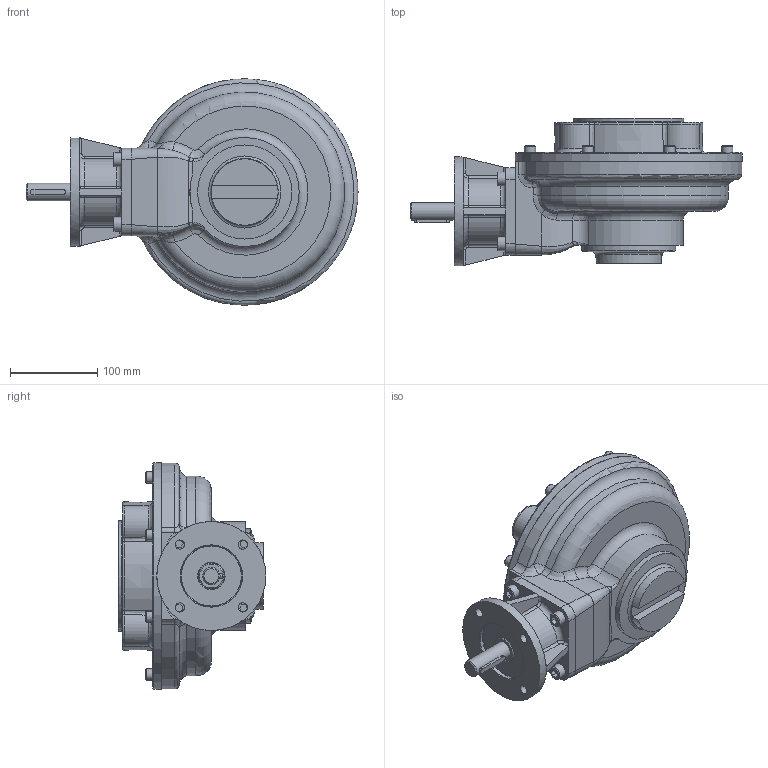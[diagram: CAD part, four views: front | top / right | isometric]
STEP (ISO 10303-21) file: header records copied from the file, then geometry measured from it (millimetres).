
FILE_DESCRIPTION( ( 'Unknown' ), '1' );
FILE_NAME( 'PUBIB6-F10-F16_simplified.stp', 'Unknown', ( 'Unknown' ), ( 'Unknown' ), 'PSStep 15.0.49', 'Unknown', ' ' );
FILE_SCHEMA( ( 'AUTOMOTIVE_DESIGN { 1 0 10303 214 1 1 1 1 }' ) );
Length unit declared in the file: millimetre
Products named in the file (20): 1; 2; 3; 4; 5; 6; 7; 8; 9; 10; 11; 12; 13; 14; 15; 16; 17; 18; 19; 20
Bounding box: 380.85 x 169.4 x 260 mm (x, y, z)
Surface area: 316491 mm2 (no closed solid volume)
Topology: 0 solids, 439 shells, 439 faces, 2095 edges, 2026 vertices
Faces by surface type: plane 158, bspline 110, cylinder 91, torus 51, cone 29
Full cylindrical faces by diameter (mm): 10.5 x4, 13 x8, 16 x4, 17.294 x4, 20 x1, 30 x1, 70 x1, 70.05 x1, 107.95 x1, 125 x1, 126.62 x1, 139.955 x1, 260 x1
Entity records: 43667 total; most frequent: CARTESIAN_POINT 25377, DIRECTION 2879, VERTEX_POINT 2007, ORIENTED_EDGE 2002, EDGE_CURVE 2002, AXIS2_PLACEMENT_3D 1091, CIRCLE 718, LINE 697
